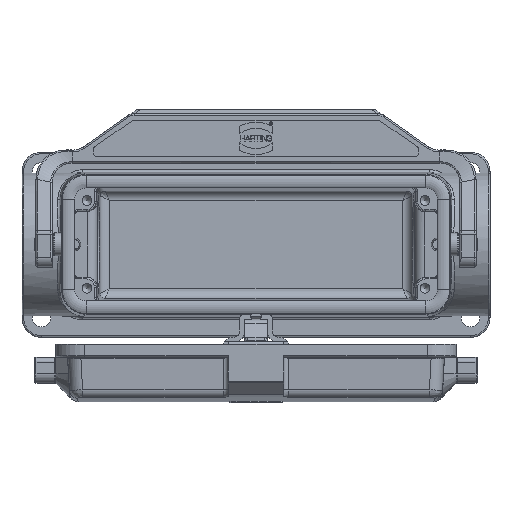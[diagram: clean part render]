
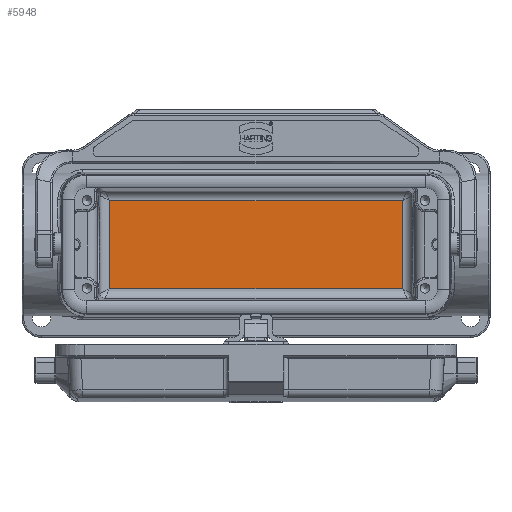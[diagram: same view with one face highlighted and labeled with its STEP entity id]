
A CAD part, top view. The second image highlights one B-rep face of the part: STEP entity #5948.
In plain terms, the highlighted planar face has unit normal (0, 0, 1).
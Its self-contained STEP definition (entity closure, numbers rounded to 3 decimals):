
#5948=ADVANCED_FACE('',(#7564),#6850,.F.);
#6850=PLANE('',#28008);
#7564=FACE_OUTER_BOUND('',#8656,.T.);
#8656=EDGE_LOOP('',(#11825,#11826,#11827,#11828));
#11825=ORIENTED_EDGE('',*,*,#18154,.T.);
#11826=ORIENTED_EDGE('',*,*,#18155,.T.);
#11827=ORIENTED_EDGE('',*,*,#18156,.T.);
#11828=ORIENTED_EDGE('',*,*,#18157,.T.);
#15881=VERTEX_POINT('',#41692);
#15882=VERTEX_POINT('',#41693);
#15883=VERTEX_POINT('',#41695);
#15884=VERTEX_POINT('',#41697);
#18154=EDGE_CURVE('',#15881,#15882,#22925,.T.);
#18155=EDGE_CURVE('',#15882,#15883,#22926,.T.);
#18156=EDGE_CURVE('',#15883,#15884,#22927,.T.);
#18157=EDGE_CURVE('',#15884,#15881,#22928,.T.);
#22925=LINE('',#41691,#24617);
#22926=LINE('',#41694,#24618);
#22927=LINE('',#41696,#24619);
#22928=LINE('',#41698,#24620);
#24617=VECTOR('',#31527,1.);
#24618=VECTOR('',#31528,1.);
#24619=VECTOR('',#31529,1.);
#24620=VECTOR('',#31530,1.);
#28008=AXIS2_PLACEMENT_3D('',#41699,#31531,#31532);
#31527=DIRECTION('',(1.,0.,0.));
#31528=DIRECTION('',(0.,1.,0.));
#31529=DIRECTION('',(-1.,0.,0.));
#31530=DIRECTION('',(0.,-1.,0.));
#31531=DIRECTION('',(0.,0.,-1.));
#31532=DIRECTION('',(-1.,0.,0.));
#41691=CARTESIAN_POINT('',(-46.5,-13.567,-65.25));
#41692=CARTESIAN_POINT('',(-45.056,-13.567,-65.25));
#41693=CARTESIAN_POINT('',(45.056,-13.567,-65.25));
#41694=CARTESIAN_POINT('',(45.056,17.75,-65.25));
#41695=CARTESIAN_POINT('',(45.056,13.567,-65.25));
#41696=CARTESIAN_POINT('',(-48.,13.567,-65.25));
#41697=CARTESIAN_POINT('',(-45.056,13.567,-65.25));
#41698=CARTESIAN_POINT('',(-45.056,17.75,-65.25));
#41699=CARTESIAN_POINT('',(-48.,17.75,-65.25));
